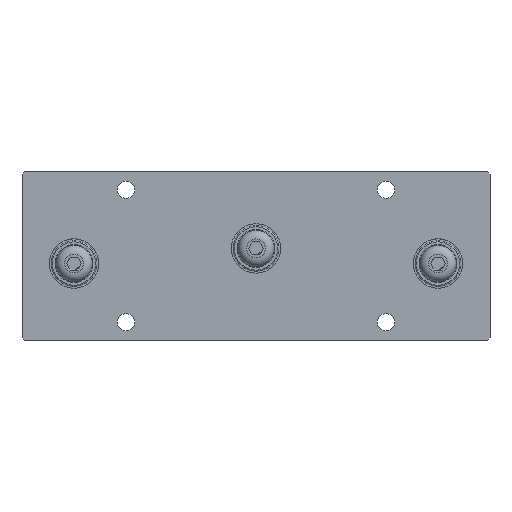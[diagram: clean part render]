
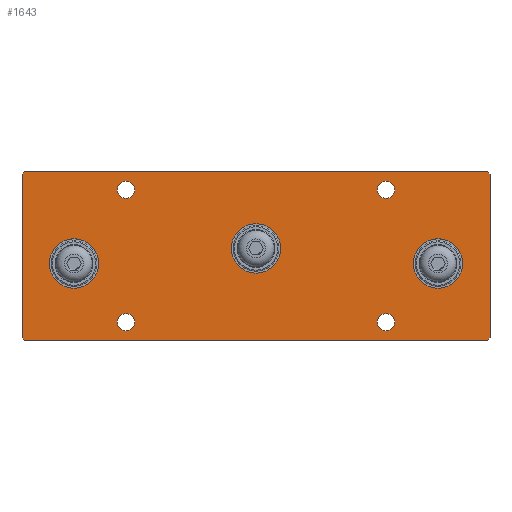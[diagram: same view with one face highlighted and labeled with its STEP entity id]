
A CAD part, top view. The second image highlights one B-rep face of the part: STEP entity #1643.
In plain terms, the highlighted planar face has unit normal (0, 0, 1).
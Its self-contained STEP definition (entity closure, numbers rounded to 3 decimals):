
#184=FACE_BOUND('',#441,.T.);
#185=FACE_BOUND('',#442,.T.);
#186=FACE_BOUND('',#443,.T.);
#187=FACE_BOUND('',#444,.T.);
#188=FACE_BOUND('',#445,.T.);
#189=FACE_BOUND('',#446,.T.);
#190=FACE_BOUND('',#447,.T.);
#210=CIRCLE('',#1900,3.324);
#211=CIRCLE('',#1902,3.324);
#212=CIRCLE('',#1904,3.324);
#213=CIRCLE('',#1906,3.324);
#216=CIRCLE('',#1911,9.5);
#219=CIRCLE('',#1917,9.5);
#222=CIRCLE('',#1923,9.5);
#324=FACE_OUTER_BOUND('',#440,.T.);
#440=EDGE_LOOP('',(#1222,#1223,#1224,#1225,#1226,#1227,#1228,#1229));
#441=EDGE_LOOP('',(#1230));
#442=EDGE_LOOP('',(#1231));
#443=EDGE_LOOP('',(#1232));
#444=EDGE_LOOP('',(#1233));
#445=EDGE_LOOP('',(#1234));
#446=EDGE_LOOP('',(#1235));
#447=EDGE_LOOP('',(#1236));
#535=LINE('',#2613,#643);
#544=LINE('',#2645,#652);
#546=LINE('',#2651,#654);
#548=LINE('',#2656,#656);
#551=LINE('',#2661,#659);
#553=LINE('',#2667,#661);
#569=LINE('',#2733,#677);
#570=LINE('',#2735,#678);
#643=VECTOR('',#2090,10.);
#652=VECTOR('',#2117,10.);
#654=VECTOR('',#2123,10.);
#656=VECTOR('',#2127,10.);
#659=VECTOR('',#2132,10.);
#661=VECTOR('',#2138,10.);
#677=VECTOR('',#2220,10.);
#678=VECTOR('',#2223,10.);
#751=VERTEX_POINT('',#2610);
#752=VERTEX_POINT('',#2612);
#766=VERTEX_POINT('',#2644);
#768=VERTEX_POINT('',#2650);
#769=VERTEX_POINT('',#2654);
#770=VERTEX_POINT('',#2655);
#771=VERTEX_POINT('',#2660);
#773=VERTEX_POINT('',#2666);
#778=VERTEX_POINT('',#2684);
#779=VERTEX_POINT('',#2688);
#780=VERTEX_POINT('',#2692);
#781=VERTEX_POINT('',#2696);
#784=VERTEX_POINT('',#2705);
#787=VERTEX_POINT('',#2716);
#790=VERTEX_POINT('',#2727);
#890=EDGE_CURVE('',#751,#752,#535,.T.);
#906=EDGE_CURVE('',#766,#752,#544,.T.);
#909=EDGE_CURVE('',#766,#768,#546,.T.);
#911=EDGE_CURVE('',#769,#770,#548,.T.);
#914=EDGE_CURVE('',#771,#770,#551,.T.);
#917=EDGE_CURVE('',#771,#773,#553,.T.);
#925=EDGE_CURVE('',#778,#778,#210,.T.);
#927=EDGE_CURVE('',#779,#779,#211,.T.);
#929=EDGE_CURVE('',#780,#780,#212,.T.);
#931=EDGE_CURVE('',#781,#781,#213,.T.);
#935=EDGE_CURVE('',#784,#784,#216,.T.);
#940=EDGE_CURVE('',#787,#787,#219,.T.);
#945=EDGE_CURVE('',#790,#790,#222,.T.);
#948=EDGE_CURVE('',#769,#768,#569,.T.);
#949=EDGE_CURVE('',#751,#773,#570,.T.);
#1222=ORIENTED_EDGE('',*,*,#890,.F.);
#1223=ORIENTED_EDGE('',*,*,#949,.T.);
#1224=ORIENTED_EDGE('',*,*,#917,.F.);
#1225=ORIENTED_EDGE('',*,*,#914,.T.);
#1226=ORIENTED_EDGE('',*,*,#911,.F.);
#1227=ORIENTED_EDGE('',*,*,#948,.T.);
#1228=ORIENTED_EDGE('',*,*,#909,.F.);
#1229=ORIENTED_EDGE('',*,*,#906,.T.);
#1230=ORIENTED_EDGE('',*,*,#925,.T.);
#1231=ORIENTED_EDGE('',*,*,#927,.T.);
#1232=ORIENTED_EDGE('',*,*,#929,.T.);
#1233=ORIENTED_EDGE('',*,*,#931,.T.);
#1234=ORIENTED_EDGE('',*,*,#935,.T.);
#1235=ORIENTED_EDGE('',*,*,#940,.T.);
#1236=ORIENTED_EDGE('',*,*,#945,.T.);
#1575=PLANE('',#1927);
#1643=ADVANCED_FACE('',(#324,#184,#185,#186,#187,#188,#189,#190),#1575,
 .T.);
#1900=AXIS2_PLACEMENT_3D('',#2685,#2158,#2159);
#1902=AXIS2_PLACEMENT_3D('',#2689,#2163,#2164);
#1904=AXIS2_PLACEMENT_3D('',#2693,#2168,#2169);
#1906=AXIS2_PLACEMENT_3D('',#2697,#2173,#2174);
#1911=AXIS2_PLACEMENT_3D('',#2706,#2184,#2185);
#1917=AXIS2_PLACEMENT_3D('',#2717,#2198,#2199);
#1923=AXIS2_PLACEMENT_3D('',#2728,#2212,#2213);
#1927=AXIS2_PLACEMENT_3D('',#2736,#2224,#2225);
#2090=DIRECTION('',(-0.707,0.707,0.));
#2117=DIRECTION('',(0.,-1.,0.));
#2123=DIRECTION('',(0.707,0.707,0.));
#2127=DIRECTION('',(0.707,-0.707,0.));
#2132=DIRECTION('',(0.,1.,0.));
#2138=DIRECTION('',(-0.707,-0.707,0.));
#2158=DIRECTION('center_axis',(0.,0.,-1.));
#2159=DIRECTION('ref_axis',(1.,0.,0.));
#2163=DIRECTION('center_axis',(0.,0.,-1.));
#2164=DIRECTION('ref_axis',(1.,0.,0.));
#2168=DIRECTION('center_axis',(0.,0.,-1.));
#2169=DIRECTION('ref_axis',(1.,0.,0.));
#2173=DIRECTION('center_axis',(0.,0.,-1.));
#2174=DIRECTION('ref_axis',(1.,0.,0.));
#2184=DIRECTION('center_axis',(0.,0.,-1.));
#2185=DIRECTION('ref_axis',(1.,0.,0.));
#2198=DIRECTION('center_axis',(0.,0.,-1.));
#2199=DIRECTION('ref_axis',(1.,0.,0.));
#2212=DIRECTION('center_axis',(0.,0.,-1.));
#2213=DIRECTION('ref_axis',(1.,0.,0.));
#2220=DIRECTION('',(-1.,0.,0.));
#2223=DIRECTION('',(1.,0.,0.));
#2224=DIRECTION('center_axis',(0.,0.,1.));
#2225=DIRECTION('ref_axis',(1.,0.,0.));
#2610=CARTESIAN_POINT('',(-89.,-32.5,7.5));
#2612=CARTESIAN_POINT('',(-90.,-31.5,7.5));
#2613=CARTESIAN_POINT('',(-75.125,-46.375,7.5));
#2644=CARTESIAN_POINT('',(-90.,31.5,7.5));
#2645=CARTESIAN_POINT('',(-90.,32.5,7.5));
#2650=CARTESIAN_POINT('',(-89.,32.5,7.5));
#2651=CARTESIAN_POINT('',(-75.125,46.375,7.5));
#2654=CARTESIAN_POINT('',(89.,32.5,7.5));
#2655=CARTESIAN_POINT('',(90.,31.5,7.5));
#2656=CARTESIAN_POINT('',(75.125,46.375,7.5));
#2660=CARTESIAN_POINT('',(90.,-31.5,7.5));
#2661=CARTESIAN_POINT('',(90.,-32.5,7.5));
#2666=CARTESIAN_POINT('',(89.,-32.5,7.5));
#2667=CARTESIAN_POINT('',(75.125,-46.375,7.5));
#2684=CARTESIAN_POINT('',(46.677,25.5,7.5));
#2685=CARTESIAN_POINT('Origin',(50.,25.5,7.5));
#2688=CARTESIAN_POINT('',(-53.324,25.5,7.5));
#2689=CARTESIAN_POINT('Origin',(-50.,25.5,7.5));
#2692=CARTESIAN_POINT('',(-53.324,-25.5,7.5));
#2693=CARTESIAN_POINT('Origin',(-50.,-25.5,7.5));
#2696=CARTESIAN_POINT('',(46.677,-25.5,7.5));
#2697=CARTESIAN_POINT('Origin',(50.,-25.5,7.5));
#2705=CARTESIAN_POINT('',(60.5,-2.9,7.5));
#2706=CARTESIAN_POINT('Origin',(70.,-2.9,7.5));
#2716=CARTESIAN_POINT('',(-9.5,2.9,7.5));
#2717=CARTESIAN_POINT('Origin',(0.,2.9,7.5));
#2727=CARTESIAN_POINT('',(-79.5,-2.9,7.5));
#2728=CARTESIAN_POINT('Origin',(-70.,-2.9,7.5));
#2733=CARTESIAN_POINT('',(90.,32.5,7.5));
#2735=CARTESIAN_POINT('',(-90.,-32.5,7.5));
#2736=CARTESIAN_POINT('Origin',(0.,0.,
7.5));
